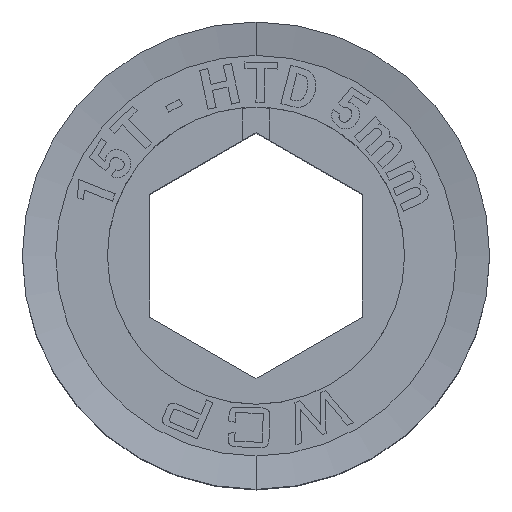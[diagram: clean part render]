
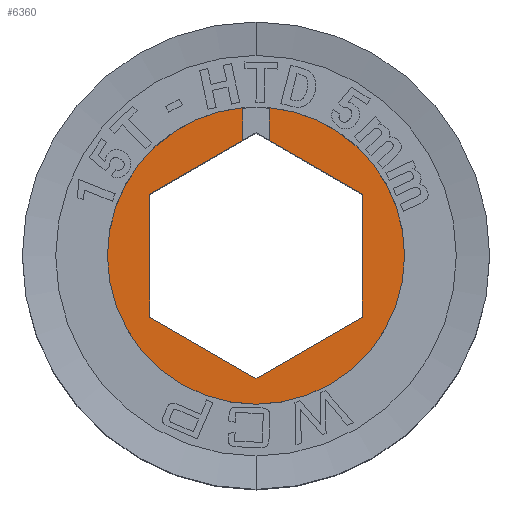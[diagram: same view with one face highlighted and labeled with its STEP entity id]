
A CAD part, top view. The second image highlights one B-rep face of the part: STEP entity #6360.
In plain terms, the highlighted planar face has unit normal (0, 0, 1).
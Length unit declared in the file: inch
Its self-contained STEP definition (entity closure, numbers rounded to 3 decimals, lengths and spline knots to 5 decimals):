
#83 = CARTESIAN_POINT ( 'NONE',  ( 0., -0.28983, 0.4375 ) ) ;
#114 = VERTEX_POINT ( 'NONE', #83 ) ;
#138 = CARTESIAN_POINT ( 'NONE',  ( -0.251, -0.14491, 0.4375 ) ) ;
#141 = DIRECTION ( 'NONE',  ( 0., 0., 1. ) ) ;
#245 = VERTEX_POINT ( 'NONE', #852 ) ;
#247 = EDGE_CURVE ( 'NONE', #7473, #4452, #11645, .T. ) ;
#852 = CARTESIAN_POINT ( 'NONE',  ( 0.251, 0.14491, 0.4375 ) ) ;
#1033 = DIRECTION ( 'NONE',  ( 1., 0., 0. ) ) ;
#1141 = ORIENTED_EDGE ( 'NONE', *, *, #7953, .F. ) ;
#1203 = CARTESIAN_POINT ( 'NONE',  ( 0.35039, 0., 0.4375 ) ) ;
#1220 = ORIENTED_EDGE ( 'NONE', *, *, #5300, .F. ) ;
#1313 = DIRECTION ( 'NONE',  ( 0., -1., 0. ) ) ;
#1429 = ORIENTED_EDGE ( 'NONE', *, *, #5148, .T. ) ;
#1450 = ORIENTED_EDGE ( 'NONE', *, *, #3892, .F. ) ;
#1464 = VECTOR ( 'NONE', #11094, 39.37008 ) ;
#1608 = DIRECTION ( 'NONE',  ( 0., 1., 0. ) ) ;
#1716 = CARTESIAN_POINT ( 'NONE',  ( -0.03125, 0.349, 0.4375 ) ) ;
#1731 = CARTESIAN_POINT ( 'NONE',  ( 0.251, -0.14491, 0.4375 ) ) ;
#1831 = EDGE_CURVE ( 'NONE', #10491, #5890, #8259, .T. ) ;
#1861 = AXIS2_PLACEMENT_3D ( 'NONE', #7484, #2130, #6612 ) ;
#1933 = PLANE ( 'NONE',  #5070 ) ;
#2072 = VECTOR ( 'NONE', #2547, 39.37008 ) ;
#2083 = CIRCLE ( 'NONE', #6417, 0.35039 ) ;
#2130 = DIRECTION ( 'NONE',  ( 0., 0., 1. ) ) ;
#2547 = DIRECTION ( 'NONE',  ( -0.866, 0.5, 0. ) ) ;
#2607 = VECTOR ( 'NONE', #8583, 39.37008 ) ;
#2630 = DIRECTION ( 'NONE',  ( 1., 0., 0. ) ) ;
#2667 = CARTESIAN_POINT ( 'NONE',  ( 0.03125, 0.27179, 0.4375 ) ) ;
#2924 = DIRECTION ( 'NONE',  ( 0., 1., 0. ) ) ;
#3123 = CARTESIAN_POINT ( 'NONE',  ( 0.03125, 0.349, 0.4375 ) ) ;
#3150 = ORIENTED_EDGE ( 'NONE', *, *, #7159, .F. ) ;
#3167 = EDGE_CURVE ( 'NONE', #10491, #10116, #5501, .T. ) ;
#3364 = EDGE_LOOP ( 'NONE', ( #5633, #11136, #8715, #1429, #5815, #3150, #9513, #1450, #1220, #3913, #1141 ) ) ;
#3395 = VECTOR ( 'NONE', #10883, 39.37008 ) ;
#3538 = VERTEX_POINT ( 'NONE', #3123 ) ;
#3799 = CARTESIAN_POINT ( 'NONE',  ( 0.251, -0.14491, 0.4375 ) ) ;
#3892 = EDGE_CURVE ( 'NONE', #114, #4316, #11297, .T. ) ;
#3913 = ORIENTED_EDGE ( 'NONE', *, *, #247, .F. ) ;
#4316 = VERTEX_POINT ( 'NONE', #3799 ) ;
#4452 = VERTEX_POINT ( 'NONE', #6190 ) ;
#5070 = AXIS2_PLACEMENT_3D ( 'NONE', #5523, #141, #1033 ) ;
#5148 = EDGE_CURVE ( 'NONE', #6623, #3538, #10345, .T. ) ;
#5173 = CARTESIAN_POINT ( 'NONE',  ( -0.251, 0.14491, 0.4375 ) ) ;
#5300 = EDGE_CURVE ( 'NONE', #4452, #114, #5456, .T. ) ;
#5456 = LINE ( 'NONE', #138, #3395 ) ;
#5458 = FACE_OUTER_BOUND ( 'NONE', #3364, .T. ) ;
#5501 = LINE ( 'NONE', #5731, #1464 ) ;
#5515 = LINE ( 'NONE', #6569, #6254 ) ;
#5523 = CARTESIAN_POINT ( 'NONE',  ( 0., 0., 0.4375 ) ) ;
#5633 = ORIENTED_EDGE ( 'NONE', *, *, #3167, .F. ) ;
#5731 = CARTESIAN_POINT ( 'NONE',  ( -0.03125, 0.27179, 0.4375 ) ) ;
#5815 = ORIENTED_EDGE ( 'NONE', *, *, #11194, .F. ) ;
#5832 = EDGE_CURVE ( 'NONE', #5890, #6623, #2083, .T. ) ;
#5890 = VERTEX_POINT ( 'NONE', #11551 ) ;
#6099 = CARTESIAN_POINT ( 'NONE',  ( -0.03125, 0.27179, 0.4375 ) ) ;
#6190 = CARTESIAN_POINT ( 'NONE',  ( -0.251, -0.14491, 0.4375 ) ) ;
#6254 = VECTOR ( 'NONE', #2924, 39.37008 ) ;
#6265 = LINE ( 'NONE', #1731, #10968 ) ;
#6360 = ADVANCED_FACE ( 'NONE', ( #5458 ), #1933, .T. ) ;
#6379 = LINE ( 'NONE', #10630, #9425 ) ;
#6407 = AXIS2_PLACEMENT_3D ( 'NONE', #9827, #8710, #2630 ) ;
#6417 = AXIS2_PLACEMENT_3D ( 'NONE', #11378, #11429, #10551 ) ;
#6569 = CARTESIAN_POINT ( 'NONE',  ( 0.03125, 0.27179, 0.4375 ) ) ;
#6612 = DIRECTION ( 'NONE',  ( 1., 0., 0. ) ) ;
#6623 = VERTEX_POINT ( 'NONE', #1203 ) ;
#7030 = LINE ( 'NONE', #10860, #2072 ) ;
#7159 = EDGE_CURVE ( 'NONE', #245, #7252, #7030, .T. ) ;
#7252 = VERTEX_POINT ( 'NONE', #2667 ) ;
#7473 = VERTEX_POINT ( 'NONE', #5173 ) ;
#7484 = CARTESIAN_POINT ( 'NONE',  ( 0., 0., 0.4375 ) ) ;
#7586 = CARTESIAN_POINT ( 'NONE',  ( 0., -0.28983, 0.4375 ) ) ;
#7953 = EDGE_CURVE ( 'NONE', #10116, #7473, #6379, .T. ) ;
#8259 = CIRCLE ( 'NONE', #1861, 0.35039 ) ;
#8583 = DIRECTION ( 'NONE',  ( 0.866, 0.5, 0. ) ) ;
#8710 = DIRECTION ( 'NONE',  ( 0., 0., 1. ) ) ;
#8715 = ORIENTED_EDGE ( 'NONE', *, *, #5832, .T. ) ;
#8853 = DIRECTION ( 'NONE',  ( -0.866, -0.5, 0. ) ) ;
#9425 = VECTOR ( 'NONE', #8853, 39.37008 ) ;
#9513 = ORIENTED_EDGE ( 'NONE', *, *, #11479, .F. ) ;
#9827 = CARTESIAN_POINT ( 'NONE',  ( 0., 0., 0.4375 ) ) ;
#10116 = VERTEX_POINT ( 'NONE', #6099 ) ;
#10345 = CIRCLE ( 'NONE', #6407, 0.35039 ) ;
#10491 = VERTEX_POINT ( 'NONE', #1716 ) ;
#10551 = DIRECTION ( 'NONE',  ( 1., 0., 0. ) ) ;
#10630 = CARTESIAN_POINT ( 'NONE',  ( 0., 0.28983, 0.4375 ) ) ;
#10860 = CARTESIAN_POINT ( 'NONE',  ( 0.251, 0.14491, 0.4375 ) ) ;
#10883 = DIRECTION ( 'NONE',  ( 0.866, -0.5, 0. ) ) ;
#10968 = VECTOR ( 'NONE', #1608, 39.37008 ) ;
#11094 = DIRECTION ( 'NONE',  ( 0., -1., 0. ) ) ;
#11136 = ORIENTED_EDGE ( 'NONE', *, *, #1831, .T. ) ;
#11172 = CARTESIAN_POINT ( 'NONE',  ( -0.251, 0.14491, 0.4375 ) ) ;
#11194 = EDGE_CURVE ( 'NONE', #7252, #3538, #5515, .T. ) ;
#11297 = LINE ( 'NONE', #7586, #2607 ) ;
#11336 = VECTOR ( 'NONE', #1313, 39.37008 ) ;
#11378 = CARTESIAN_POINT ( 'NONE',  ( 0., 0., 0.4375 ) ) ;
#11429 = DIRECTION ( 'NONE',  ( 0., 0., 1. ) ) ;
#11479 = EDGE_CURVE ( 'NONE', #4316, #245, #6265, .T. ) ;
#11551 = CARTESIAN_POINT ( 'NONE',  ( -0.35039, 0., 0.4375 ) ) ;
#11645 = LINE ( 'NONE', #11172, #11336 ) ;
